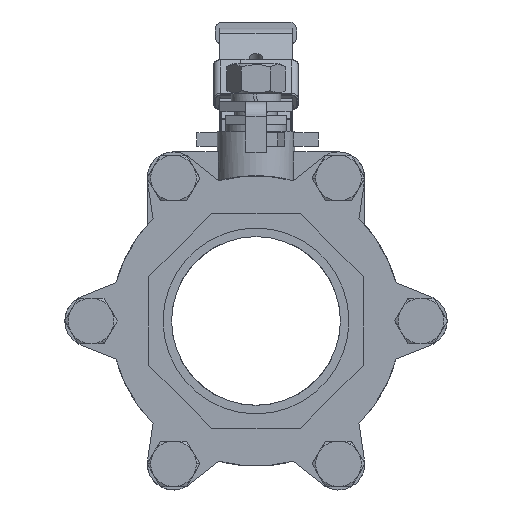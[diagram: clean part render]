
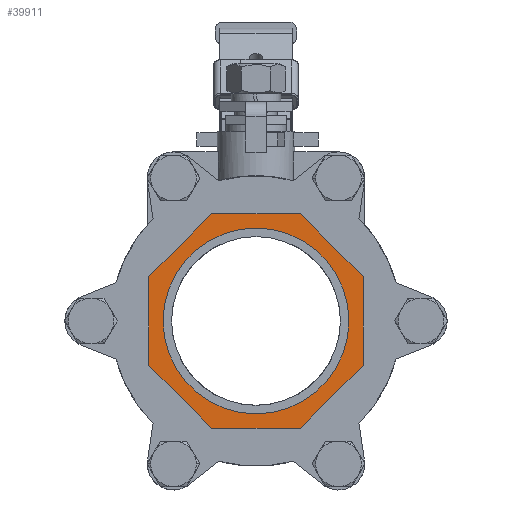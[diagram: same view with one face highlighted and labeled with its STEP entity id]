
A CAD part, left-side view. The second image highlights one B-rep face of the part: STEP entity #39911.
In plain terms, the highlighted planar face has unit normal (-1, 0, 0).
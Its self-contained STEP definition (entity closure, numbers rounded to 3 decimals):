
#39575=CARTESIAN_POINT('',(-108.,55.036,0.));
#39576=VERTEX_POINT('',#39575);
#39585=CARTESIAN_POINT('',(-108.,-55.036,0.));
#39586=VERTEX_POINT('',#39585);
#39587=CARTESIAN_POINT('',(-108.,0.,0.));
#39588=DIRECTION('',(1.,-0.,-0.));
#39589=DIRECTION('',(0.,1.,0.));
#39590=AXIS2_PLACEMENT_3D('',#39587,#39588,#39589);
#39591=CIRCLE('',#39590,55.036);
#39592=EDGE_CURVE('',#39586,#39576,#39591,.T.);
#39653=CARTESIAN_POINT('',(-108.,63.5,-26.303));
#39654=VERTEX_POINT('',#39653);
#39661=CARTESIAN_POINT('',(-108.,63.5,26.303));
#39662=VERTEX_POINT('',#39661);
#39663=CARTESIAN_POINT('',(-108.,63.5,26.303));
#39664=DIRECTION('',(-0.,-0.,-1.));
#39665=VECTOR('',#39664,52.605);
#39666=LINE('',#39663,#39665);
#39667=EDGE_CURVE('',#39662,#39654,#39666,.T.);
#39692=CARTESIAN_POINT('',(-108.,26.303,63.5));
#39693=VERTEX_POINT('',#39692);
#39694=CARTESIAN_POINT('',(-108.,26.303,63.5));
#39695=DIRECTION('',(0.,0.707,-0.707));
#39696=VECTOR('',#39695,52.605);
#39697=LINE('',#39694,#39696);
#39698=EDGE_CURVE('',#39693,#39662,#39697,.T.);
#39723=CARTESIAN_POINT('',(-108.,-26.303,63.5));
#39724=VERTEX_POINT('',#39723);
#39725=CARTESIAN_POINT('',(-108.,-26.303,63.5));
#39726=DIRECTION('',(0.,1.,-0.));
#39727=VECTOR('',#39726,52.605);
#39728=LINE('',#39725,#39727);
#39729=EDGE_CURVE('',#39724,#39693,#39728,.T.);
#39754=CARTESIAN_POINT('',(-108.,-63.5,26.303));
#39755=VERTEX_POINT('',#39754);
#39756=CARTESIAN_POINT('',(-108.,-63.5,26.303));
#39757=DIRECTION('',(0.,0.707,0.707));
#39758=VECTOR('',#39757,52.605);
#39759=LINE('',#39756,#39758);
#39760=EDGE_CURVE('',#39755,#39724,#39759,.T.);
#39785=CARTESIAN_POINT('',(-108.,-63.5,-26.303));
#39786=VERTEX_POINT('',#39785);
#39787=CARTESIAN_POINT('',(-108.,-63.5,-26.303));
#39788=DIRECTION('',(0.,0.,1.));
#39789=VECTOR('',#39788,52.605);
#39790=LINE('',#39787,#39789);
#39791=EDGE_CURVE('',#39786,#39755,#39790,.T.);
#39816=CARTESIAN_POINT('',(-108.,-26.303,-63.5));
#39817=VERTEX_POINT('',#39816);
#39818=CARTESIAN_POINT('',(-108.,-26.303,-63.5));
#39819=DIRECTION('',(-0.,-0.707,0.707));
#39820=VECTOR('',#39819,52.605);
#39821=LINE('',#39818,#39820);
#39822=EDGE_CURVE('',#39817,#39786,#39821,.T.);
#39847=CARTESIAN_POINT('',(-108.,26.303,-63.5));
#39848=VERTEX_POINT('',#39847);
#39849=CARTESIAN_POINT('',(-108.,26.303,-63.5));
#39850=DIRECTION('',(-0.,-1.,0.));
#39851=VECTOR('',#39850,52.605);
#39852=LINE('',#39849,#39851);
#39853=EDGE_CURVE('',#39848,#39817,#39852,.T.);
#39876=CARTESIAN_POINT('',(-108.,63.5,-26.303));
#39877=DIRECTION('',(-0.,-0.707,-0.707));
#39878=VECTOR('',#39877,52.605);
#39879=LINE('',#39876,#39878);
#39880=EDGE_CURVE('',#39654,#39848,#39879,.T.);
#39886=CARTESIAN_POINT('',(-108.,0.,0.));
#39887=DIRECTION('',(-1.,0.,0.));
#39888=DIRECTION('',(0.,1.,0.));
#39889=AXIS2_PLACEMENT_3D('',#39886,#39887,#39888);
#39890=PLANE('',#39889);
#39891=ORIENTED_EDGE('',*,*,#39880,.T.);
#39892=ORIENTED_EDGE('',*,*,#39853,.T.);
#39893=ORIENTED_EDGE('',*,*,#39822,.T.);
#39894=ORIENTED_EDGE('',*,*,#39791,.T.);
#39895=ORIENTED_EDGE('',*,*,#39760,.T.);
#39896=ORIENTED_EDGE('',*,*,#39729,.T.);
#39897=ORIENTED_EDGE('',*,*,#39698,.T.);
#39898=ORIENTED_EDGE('',*,*,#39667,.T.);
#39899=EDGE_LOOP('',(#39891,#39892,#39893,#39894,#39895,#39896,#39897,#39898));
#39900=FACE_BOUND('',#39899,.T.);
#39901=CARTESIAN_POINT('',(-108.,0.,0.));
#39902=DIRECTION('',(1.,-0.,-0.));
#39903=DIRECTION('',(0.,1.,0.));
#39904=AXIS2_PLACEMENT_3D('',#39901,#39902,#39903);
#39905=CIRCLE('',#39904,55.036);
#39906=EDGE_CURVE('',#39576,#39586,#39905,.T.);
#39907=ORIENTED_EDGE('',*,*,#39906,.T.);
#39908=ORIENTED_EDGE('',*,*,#39592,.T.);
#39909=EDGE_LOOP('',(#39907,#39908));
#39910=FACE_BOUND('',#39909,.T.);
#39911=ADVANCED_FACE('',(#39900,#39910),#39890,.T.);
